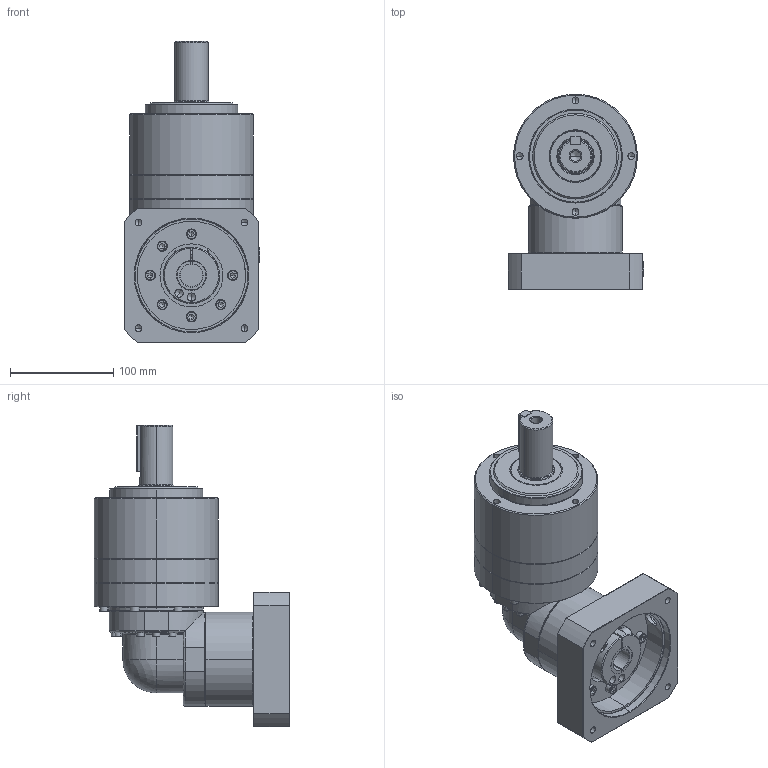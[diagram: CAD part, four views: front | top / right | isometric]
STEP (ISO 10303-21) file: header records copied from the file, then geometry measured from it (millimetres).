
FILE_DESCRIPTION (( 'STEP AP214' ), '1' );
FILE_NAME ('PGB120-15A5.STEP', '2015-05-04T18:27:55', ( '' ), ( '' ), 'SwSTEP 2.0', 'SolidWorks 2014', '' );
FILE_SCHEMA (( 'AUTOMOTIVE_DESIGN' ));
Length unit declared in the file: inch
Products named in the file (1): PGB120-15A5
Bounding box: 131 x 189 x 291.5 mm (x, y, z)
Volume: 2381339.9 mm3; surface area: 192400.5 mm2
Topology: 2 solids, 8 shells, 652 faces, 1675 edges, 1029 vertices
Faces by surface type: plane 277, cylinder 160, cone 130, torus 83, sphere 2
Entity records: 24100 total; most frequent: CARTESIAN_POINT 4268, DIRECTION 3283, ORIENTED_EDGE 3204, EDGE_CURVE 1602, AXIS2_PLACEMENT_3D 1278, VERTEX_POINT 1027, EDGE_LOOP 733, VECTOR 727
